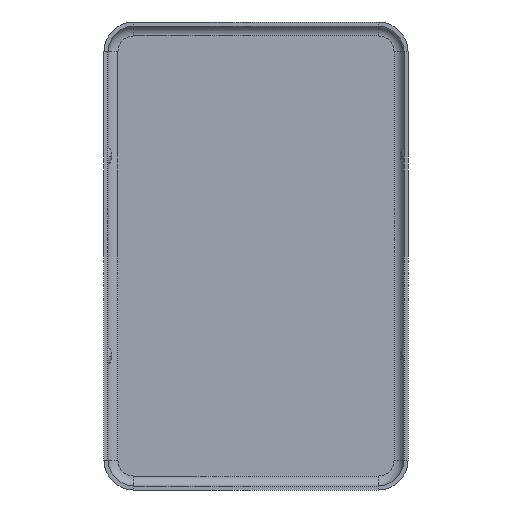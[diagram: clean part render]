
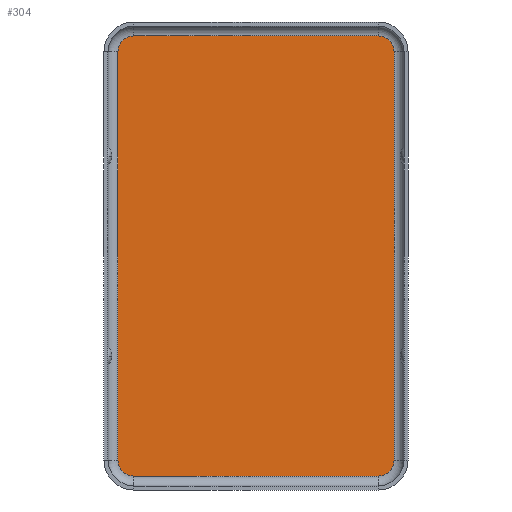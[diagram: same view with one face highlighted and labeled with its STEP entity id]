
A CAD part, front view. The second image highlights one B-rep face of the part: STEP entity #304.
In plain terms, the highlighted planar face has unit normal (0, -1, 0).
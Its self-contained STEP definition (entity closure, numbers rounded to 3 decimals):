
#47 = CARTESIAN_POINT ( 'NONE',  ( 6.1, 0., 10.2 ) ) ;
#58 = DIRECTION ( 'NONE',  ( 0., 1., 0. ) ) ;
#77 = EDGE_CURVE ( 'NONE', #760, #1599, #1334, .T. ) ;
#223 = DIRECTION ( 'NONE',  ( 0., 0., -1. ) ) ;
#254 = CARTESIAN_POINT ( 'NONE',  ( -6.1, 0., -10.2 ) ) ;
#262 = CARTESIAN_POINT ( 'NONE',  ( 6.1, 0., -11. ) ) ;
#282 = CARTESIAN_POINT ( 'NONE',  ( -6.1, 0., 10.2 ) ) ;
#290 = DIRECTION ( 'NONE',  ( 0., 0., -1. ) ) ;
#304 = ADVANCED_FACE ( 'NONE', ( #464 ), #749, .T. ) ;
#335 = EDGE_CURVE ( 'NONE', #1150, #1423, #523, .T. ) ;
#358 = EDGE_CURVE ( 'NONE', #760, #1515, #614, .T. ) ;
#362 = CARTESIAN_POINT ( 'NONE',  ( -6.1, 0., -11. ) ) ;
#423 = DIRECTION ( 'NONE',  ( 0., 0., -1. ) ) ;
#464 = FACE_OUTER_BOUND ( 'NONE', #901, .T. ) ;
#470 = CARTESIAN_POINT ( 'NONE',  ( 6.1, 0., -10.2 ) ) ;
#478 = DIRECTION ( 'NONE',  ( -1., 0., 0. ) ) ;
#494 = CARTESIAN_POINT ( 'NONE',  ( -6.9, 0., -10.2 ) ) ;
#517 = CARTESIAN_POINT ( 'NONE',  ( -6.9, 0., 0. ) ) ;
#521 = CARTESIAN_POINT ( 'NONE',  ( 6.9, 0., 10.2 ) ) ;
#523 = LINE ( 'NONE', #517, #897 ) ;
#531 = ORIENTED_EDGE ( 'NONE', *, *, #335, .T. ) ;
#532 = AXIS2_PLACEMENT_3D ( 'NONE', #47, #1553, #423 ) ;
#603 = CARTESIAN_POINT ( 'NONE',  ( 6.1, 0., 11. ) ) ;
#614 = CIRCLE ( 'NONE', #532, 0.8 ) ;
#618 = AXIS2_PLACEMENT_3D ( 'NONE', #1307, #58, #1072 ) ;
#630 = EDGE_CURVE ( 'NONE', #1515, #1376, #1378, .T. ) ;
#640 = DIRECTION ( 'NONE',  ( 0., 0., -1. ) ) ;
#654 = ORIENTED_EDGE ( 'NONE', *, *, #1075, .T. ) ;
#668 = DIRECTION ( 'NONE',  ( 0., 0., -1. ) ) ;
#699 = AXIS2_PLACEMENT_3D ( 'NONE', #254, #1221, #858 ) ;
#720 = CARTESIAN_POINT ( 'NONE',  ( -6.1, 0., 11. ) ) ;
#749 = PLANE ( 'NONE',  #1004 ) ;
#754 = VERTEX_POINT ( 'NONE', #262 ) ;
#760 = VERTEX_POINT ( 'NONE', #521 ) ;
#779 = EDGE_CURVE ( 'NONE', #1150, #1376, #982, .T. ) ;
#794 = AXIS2_PLACEMENT_3D ( 'NONE', #282, #1399, #640 ) ;
#858 = DIRECTION ( 'NONE',  ( 0., 0., 1. ) ) ;
#864 = ORIENTED_EDGE ( 'NONE', *, *, #358, .T. ) ;
#893 = ORIENTED_EDGE ( 'NONE', *, *, #630, .T. ) ;
#897 = VECTOR ( 'NONE', #290, 1000. ) ;
#901 = EDGE_LOOP ( 'NONE', ( #1038, #1469, #1291, #864, #893, #1330, #531, #654 ) ) ;
#933 = CIRCLE ( 'NONE', #699, 0.8 ) ;
#970 = VERTEX_POINT ( 'NONE', #362 ) ;
#982 = CIRCLE ( 'NONE', #794, 0.8 ) ;
#996 = DIRECTION ( 'NONE',  ( 0., -1., 0. ) ) ;
#997 = CARTESIAN_POINT ( 'NONE',  ( 6.9, 0., -10.2 ) ) ;
#1004 = AXIS2_PLACEMENT_3D ( 'NONE', #470, #996, #223 ) ;
#1007 = CARTESIAN_POINT ( 'NONE',  ( -6.9, 0., 10.2 ) ) ;
#1038 = ORIENTED_EDGE ( 'NONE', *, *, #1507, .F. ) ;
#1065 = CIRCLE ( 'NONE', #618, 0.8 ) ;
#1072 = DIRECTION ( 'NONE',  ( 0., 0., 1. ) ) ;
#1075 = EDGE_CURVE ( 'NONE', #1423, #970, #933, .T. ) ;
#1089 = VECTOR ( 'NONE', #668, 1000. ) ;
#1126 = CARTESIAN_POINT ( 'NONE',  ( 6.1, 0., 11. ) ) ;
#1147 = VECTOR ( 'NONE', #478, 1000. ) ;
#1150 = VERTEX_POINT ( 'NONE', #1007 ) ;
#1164 = CARTESIAN_POINT ( 'NONE',  ( 6.9, 0., 0. ) ) ;
#1221 = DIRECTION ( 'NONE',  ( 0., -1., 0. ) ) ;
#1252 = EDGE_CURVE ( 'NONE', #1599, #754, #1065, .T. ) ;
#1291 = ORIENTED_EDGE ( 'NONE', *, *, #77, .F. ) ;
#1307 = CARTESIAN_POINT ( 'NONE',  ( 6.1, 0., -10.2 ) ) ;
#1330 = ORIENTED_EDGE ( 'NONE', *, *, #779, .F. ) ;
#1334 = LINE ( 'NONE', #1164, #1089 ) ;
#1359 = CARTESIAN_POINT ( 'NONE',  ( 6.1, 0., -11. ) ) ;
#1370 = DIRECTION ( 'NONE',  ( -1., 0., 0. ) ) ;
#1376 = VERTEX_POINT ( 'NONE', #720 ) ;
#1378 = LINE ( 'NONE', #1126, #1614 ) ;
#1399 = DIRECTION ( 'NONE',  ( 0., 1., 0. ) ) ;
#1423 = VERTEX_POINT ( 'NONE', #494 ) ;
#1465 = LINE ( 'NONE', #1359, #1147 ) ;
#1469 = ORIENTED_EDGE ( 'NONE', *, *, #1252, .F. ) ;
#1507 = EDGE_CURVE ( 'NONE', #754, #970, #1465, .T. ) ;
#1515 = VERTEX_POINT ( 'NONE', #603 ) ;
#1553 = DIRECTION ( 'NONE',  ( 0., -1., 0. ) ) ;
#1599 = VERTEX_POINT ( 'NONE', #997 ) ;
#1614 = VECTOR ( 'NONE', #1370, 1000. ) ;
